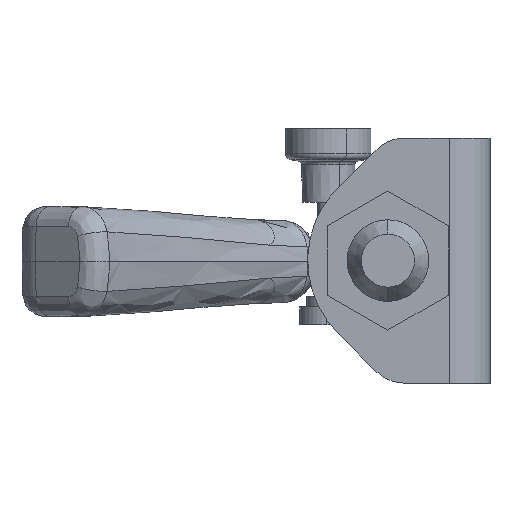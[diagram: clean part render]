
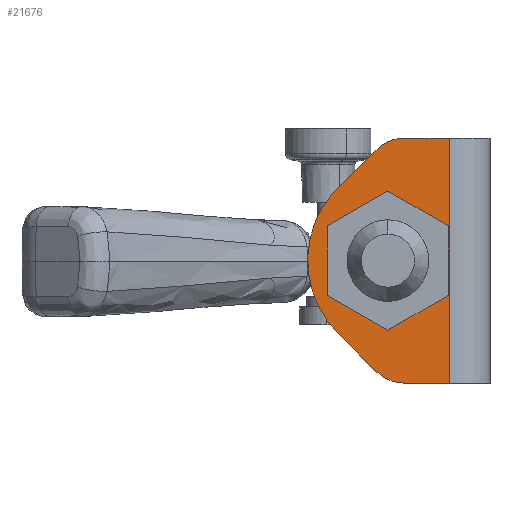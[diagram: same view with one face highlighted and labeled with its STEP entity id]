
A CAD part, left-side view. The second image highlights one B-rep face of the part: STEP entity #21676.
In plain terms, the highlighted face is planar.
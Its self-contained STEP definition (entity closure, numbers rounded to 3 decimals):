
#109 = CARTESIAN_POINT ( 'NONE',  ( -53.671, 6.092, 0. ) ) ;
#263 = VERTEX_POINT ( 'NONE', #6155 ) ;
#726 = ORIENTED_EDGE ( 'NONE', *, *, #1137, .F. ) ;
#1060 = CARTESIAN_POINT ( 'NONE',  ( -54.372, 5.39, 0. ) ) ;
#1137 = EDGE_CURVE ( 'NONE', #5096, #12243, #18812, .T. ) ;
#1176 = CARTESIAN_POINT ( 'NONE',  ( -24.151, 22.808, 0. ) ) ;
#1404 = CARTESIAN_POINT ( 'NONE',  ( -31.478, 22.317, 0. ) ) ;
#1653 = VECTOR ( 'NONE', #7907, 1000. ) ;
#1673 = CARTESIAN_POINT ( 'NONE',  ( 3.4, -0.979, 0. ) ) ;
#1909 = CARTESIAN_POINT ( 'NONE',  ( 2.641, 2.848, 0. ) ) ;
#2022 = EDGE_CURVE ( 'NONE', #21582, #7055, #11611, .T. ) ;
#3135 = EDGE_CURVE ( 'NONE', #3382, #263, #18214, .T. ) ;
#3370 = CARTESIAN_POINT ( 'NONE',  ( -56.6, -0.979, 0. ) ) ;
#3382 = VERTEX_POINT ( 'NONE', #12647 ) ;
#3413 = EDGE_LOOP ( 'NONE', ( #4792, #6871, #4802, #726, #6312, #21229, #7656, #8918 ) ) ;
#3517 = CARTESIAN_POINT ( 'NONE',  ( 1.722, 4.568, 0. ) ) ;
#4056 = CARTESIAN_POINT ( 'NONE',  ( -29.881, 29.881, 0. ) ) ;
#4147 = EDGE_CURVE ( 'NONE', #263, #3382, #8066, .T. ) ;
#4792 = ORIENTED_EDGE ( 'NONE', *, *, #19559, .F. ) ;
#4802 = ORIENTED_EDGE ( 'NONE', *, *, #15461, .F. ) ;
#5062 = EDGE_CURVE ( 'NONE', #14072, #9701, #22190, .T. ) ;
#5096 = VERTEX_POINT ( 'NONE', #109 ) ;
#5155 = CARTESIAN_POINT ( 'NONE',  ( 3.282, 3.282, 0. ) ) ;
#5508 = CARTESIAN_POINT ( 'NONE',  ( 1.174, 5.389, 0. ) ) ;
#5729 = DIRECTION ( 'NONE',  ( 1., 0., 0. ) ) ;
#6128 = EDGE_CURVE ( 'NONE', #9701, #22139, #23394, .T. ) ;
#6155 = CARTESIAN_POINT ( 'NONE',  ( -16.1, 3.163, 0. ) ) ;
#6312 = ORIENTED_EDGE ( 'NONE', *, *, #19685, .F. ) ;
#6623 = DIRECTION ( 'NONE',  ( -1., 0., 0. ) ) ;
#6691 = CARTESIAN_POINT ( 'NONE',  ( -44.277, 15.486, 0. ) ) ;
#6778 = CARTESIAN_POINT ( 'NONE',  ( -29.047, 22.808, 0. ) ) ;
#6871 = ORIENTED_EDGE ( 'NONE', *, *, #2022, .T. ) ;
#7006 = CARTESIAN_POINT ( 'NONE',  ( -42.544, 17.219, 0. ) ) ;
#7055 = VERTEX_POINT ( 'NONE', #8299 ) ;
#7120 = CARTESIAN_POINT ( 'NONE',  ( 3.207, 0.983, 0. ) ) ;
#7612 = DIRECTION ( 'NONE',  ( 1., 0., 0. ) ) ;
#7656 = ORIENTED_EDGE ( 'NONE', *, *, #6128, .F. ) ;
#7851 = DIRECTION ( 'NONE',  ( 0., 0., 1. ) ) ;
#7907 = DIRECTION ( 'NONE',  ( -0.707, -0.707, 0. ) ) ;
#7916 = AXIS2_PLACEMENT_3D ( 'NONE', #19366, #8390, #13868 ) ;
#8066 = CIRCLE ( 'NONE', #12375, 10.5 ) ;
#8179 = FACE_BOUND ( 'NONE', #18017, .T. ) ;
#8276 = LINE ( 'NONE', #20436, #18404 ) ;
#8299 = CARTESIAN_POINT ( 'NONE',  ( -56.6, -11.84, 0. ) ) ;
#8390 = DIRECTION ( 'NONE',  ( 0., 0., 1. ) ) ;
#8549 = CARTESIAN_POINT ( 'NONE',  ( -44.277, 15.486, 0. ) ) ;
#8918 = ORIENTED_EDGE ( 'NONE', *, *, #5062, .F. ) ;
#8936 = CARTESIAN_POINT ( 'NONE',  ( -54.921, 4.568, 0. ) ) ;
#9221 = CARTESIAN_POINT ( 'NONE',  ( 3.4, 0.014, 0. ) ) ;
#9344 = PLANE ( 'NONE',  #20785 ) ;
#9701 = VERTEX_POINT ( 'NONE', #16621 ) ;
#10201 = FACE_OUTER_BOUND ( 'NONE', #3413, .T. ) ;
#10228 = CARTESIAN_POINT ( 'NONE',  ( -53.671, 6.092, 0. ) ) ;
#10572 = CARTESIAN_POINT ( 'NONE',  ( -21.722, 22.317, 0. ) ) ;
#10652 = CARTESIAN_POINT ( 'NONE',  ( -38.434, 19.947, 0. ) ) ;
#11098 = ORIENTED_EDGE ( 'NONE', *, *, #3135, .T. ) ;
#11344 = CARTESIAN_POINT ( 'NONE',  ( -8.922, 15.486, 0. ) ) ;
#11611 = LINE ( 'NONE', #17912, #17405 ) ;
#11807 = CARTESIAN_POINT ( 'NONE',  ( -8.922, 15.486, 0. ) ) ;
#11870 = CARTESIAN_POINT ( 'NONE',  ( 3.4, -11.84, 0. ) ) ;
#11948 = CARTESIAN_POINT ( 'NONE',  ( -56.6, 0., 0. ) ) ;
#12243 = VERTEX_POINT ( 'NONE', #17703 ) ;
#12375 = AXIS2_PLACEMENT_3D ( 'NONE', #15043, #7851, #7612 ) ;
#12542 = CARTESIAN_POINT ( 'NONE',  ( -56.599, 0.015, 0. ) ) ;
#12647 = CARTESIAN_POINT ( 'NONE',  ( -37.1, 3.163, 0. ) ) ;
#12827 = DIRECTION ( 'NONE',  ( 0., 1., 0. ) ) ;
#12920 = CARTESIAN_POINT ( 'NONE',  ( 3.016, 1.943, 0. ) ) ;
#13868 = DIRECTION ( 'NONE',  ( 1., 0., 0. ) ) ;
#14072 = VERTEX_POINT ( 'NONE', #19058 ) ;
#14117 = CARTESIAN_POINT ( 'NONE',  ( -33.88, 21.832, 0. ) ) ;
#14543 = B_SPLINE_CURVE_WITH_KNOTS ( 'NONE', 2, ( #11807, #21085, #17449, #19855, #23251, #21710, #10572, #1176, #23335, #6778, #1404, #14117, #23476, #10652, #15920, #7006, #8549 ), .UNSPECIFIED., .F., .F., ( 3, 2, 2, 2, 2, 2, 2, 2, 3 ), ( 0., 0.125, 0.25, 0.375, 0.5, 0.625, 0.75, 0.875, 1. ), .UNSPECIFIED. ) ;
#14549 = CARTESIAN_POINT ( 'NONE',  ( 2.267, 3.752, 0. ) ) ;
#15043 = CARTESIAN_POINT ( 'NONE',  ( -26.6, 3.163, 0. ) ) ;
#15461 = EDGE_CURVE ( 'NONE', #12243, #7055, #19690, .T. ) ;
#15920 = CARTESIAN_POINT ( 'NONE',  ( -40.477, 18.59, 0. ) ) ;
#16200 = CARTESIAN_POINT ( 'NONE',  ( -56.214, 1.945, 0. ) ) ;
#16427 = CARTESIAN_POINT ( 'NONE',  ( 0.471, 6.092, 0. ) ) ;
#16621 = CARTESIAN_POINT ( 'NONE',  ( 0.471, 6.092, 0. ) ) ;
#17282 = ORIENTED_EDGE ( 'NONE', *, *, #4147, .T. ) ;
#17405 = VECTOR ( 'NONE', #6623, 1000. ) ;
#17449 = CARTESIAN_POINT ( 'NONE',  ( -12.722, 18.59, 0. ) ) ;
#17703 = CARTESIAN_POINT ( 'NONE',  ( -56.6, -0.979, 0. ) ) ;
#17912 = CARTESIAN_POINT ( 'NONE',  ( 0., -11.84, 0. ) ) ;
#18017 = EDGE_LOOP ( 'NONE', ( #11098, #17282 ) ) ;
#18134 = CARTESIAN_POINT ( 'NONE',  ( -56.406, 0.984, 0. ) ) ;
#18214 = CIRCLE ( 'NONE', #7916, 10.5 ) ;
#18222 = DIRECTION ( 'NONE',  ( -0.707, 0.707, 0. ) ) ;
#18404 = VECTOR ( 'NONE', #12827, 1000. ) ;
#18812 = B_SPLINE_CURVE_WITH_KNOTS ( 'NONE', 2, ( #10228, #1060, #8936, #21762, #23529, #16200, #18134, #12542, #3370 ), .UNSPECIFIED., .F., .F., ( 3, 2, 2, 2, 3 ), ( 0., 0.25, 0.5, 0.75, 1. ), .UNSPECIFIED. ) ;
#18972 = LINE ( 'NONE', #4056, #1653 ) ;
#19058 = CARTESIAN_POINT ( 'NONE',  ( 3.4, -0.979, 0. ) ) ;
#19366 = CARTESIAN_POINT ( 'NONE',  ( -26.6, 3.163, 0. ) ) ;
#19559 = EDGE_CURVE ( 'NONE', #21582, #14072, #8276, .T. ) ;
#19685 = EDGE_CURVE ( 'NONE', #19762, #5096, #18972, .T. ) ;
#19690 = LINE ( 'NONE', #11948, #23445 ) ;
#19762 = VERTEX_POINT ( 'NONE', #6691 ) ;
#19855 = CARTESIAN_POINT ( 'NONE',  ( -14.764, 19.946, 0. ) ) ;
#20436 = CARTESIAN_POINT ( 'NONE',  ( 3.4, 0., 0. ) ) ;
#20659 = CARTESIAN_POINT ( 'NONE',  ( 0., 0., 0. ) ) ;
#20785 = AXIS2_PLACEMENT_3D ( 'NONE', #20659, #22430, #5729 ) ;
#21085 = CARTESIAN_POINT ( 'NONE',  ( -10.655, 17.218, 0. ) ) ;
#21229 = ORIENTED_EDGE ( 'NONE', *, *, #23618, .F. ) ;
#21373 = VECTOR ( 'NONE', #18222, 1000. ) ;
#21582 = VERTEX_POINT ( 'NONE', #11870 ) ;
#21676 = ADVANCED_FACE ( 'NONE', ( #10201, #8179 ), #9344, .F. ) ;
#21710 = CARTESIAN_POINT ( 'NONE',  ( -19.318, 21.832, 0. ) ) ;
#21762 = CARTESIAN_POINT ( 'NONE',  ( -55.465, 3.754, 0. ) ) ;
#22139 = VERTEX_POINT ( 'NONE', #11344 ) ;
#22190 = B_SPLINE_CURVE_WITH_KNOTS ( 'NONE', 2, ( #1673, #9221, #7120, #12920, #1909, #14549, #3517, #5508, #16427 ), .UNSPECIFIED., .F., .F., ( 3, 2, 2, 2, 3 ), ( 0., 0.25, 0.5, 0.75, 1. ), .UNSPECIFIED. ) ;
#22430 = DIRECTION ( 'NONE',  ( 0., 0., 1. ) ) ;
#23251 = CARTESIAN_POINT ( 'NONE',  ( -17.042, 20.889, 0. ) ) ;
#23335 = CARTESIAN_POINT ( 'NONE',  ( -26.6, 22.808, 0. ) ) ;
#23394 = LINE ( 'NONE', #5155, #21373 ) ;
#23445 = VECTOR ( 'NONE', #23642, 1000. ) ;
#23476 = CARTESIAN_POINT ( 'NONE',  ( -36.157, 20.89, 0. ) ) ;
#23529 = CARTESIAN_POINT ( 'NONE',  ( -55.84, 2.849, 0. ) ) ;
#23618 = EDGE_CURVE ( 'NONE', #22139, #19762, #14543, .T. ) ;
#23642 = DIRECTION ( 'NONE',  ( 0., -1., 0. ) ) ;
